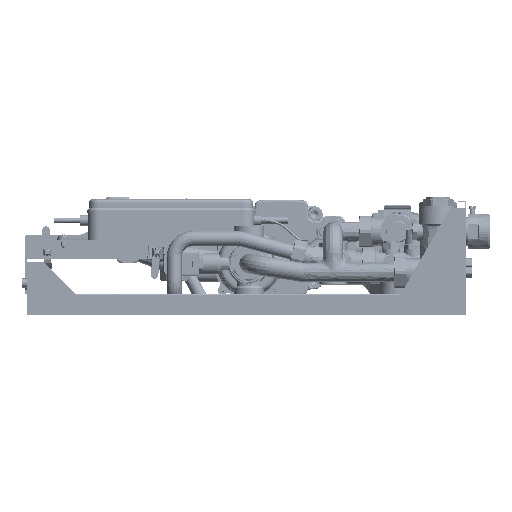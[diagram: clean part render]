
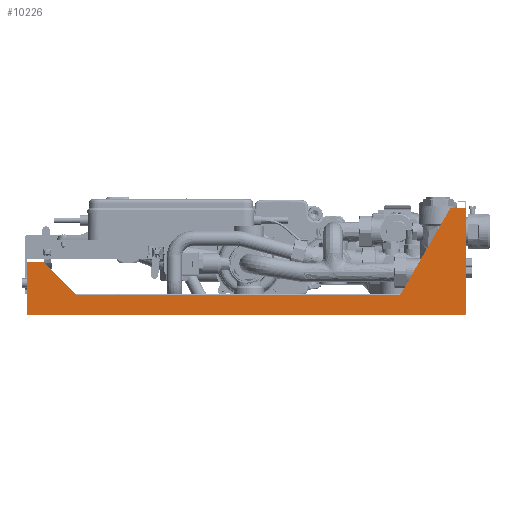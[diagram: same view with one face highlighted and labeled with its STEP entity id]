
A CAD part, left-side view. The second image highlights one B-rep face of the part: STEP entity #10226.
In plain terms, the highlighted planar face has unit normal (-1, 0, 0).
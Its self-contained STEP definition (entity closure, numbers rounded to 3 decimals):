
#8187=CARTESIAN_POINT('Vertex',(-285.,13.5,100.)) ;
#8190=CARTESIAN_POINT('Line Origine',(-285.,6.,100.)) ;
#8194=CARTESIAN_POINT('Vertex',(-285.,-1.5,100.)) ;
#8337=CARTESIAN_POINT('Vertex',(-285.,408.5,0.)) ;
#8404=CARTESIAN_POINT('Vertex',(-285.,0.,0.)) ;
#8407=CARTESIAN_POINT('Line Origine',(-285.,204.25,0.)) ;
#8930=CARTESIAN_POINT('Vertex',(-285.,408.5,50.)) ;
#8933=CARTESIAN_POINT('Line Origine',(-285.,401.,50.)) ;
#8937=CARTESIAN_POINT('Vertex',(-285.,393.5,50.)) ;
#10166=CARTESIAN_POINT('Axis2P3D Location',(-285.,-1.51,100.01)) ;
#10171=CARTESIAN_POINT('Line Origine',(-285.,37.027,59.25)) ;
#10175=CARTESIAN_POINT('Vertex',(-285.,60.554,18.5)) ;
#10178=CARTESIAN_POINT('Line Origine',(-285.,211.277,18.5)) ;
#10182=CARTESIAN_POINT('Vertex',(-285.,362.,18.5)) ;
#10185=CARTESIAN_POINT('Line Origine',(-285.,377.75,34.25)) ;
#10190=CARTESIAN_POINT('Line Origine',(-285.,408.5,25.)) ;
#10195=CARTESIAN_POINT('Line Origine',(-285.,0.,0.75)) ;
#10199=CARTESIAN_POINT('Vertex',(-285.,0.,1.5)) ;
#10202=CARTESIAN_POINT('Line Origine',(-285.,-0.75,1.5)) ;
#10206=CARTESIAN_POINT('Vertex',(-285.,-1.5,1.5)) ;
#10209=CARTESIAN_POINT('Line Origine',(-285.,-1.5,50.75)) ;
#8192=VECTOR('Line Direction',#8191,1.) ;
#8409=VECTOR('Line Direction',#8408,1.) ;
#8935=VECTOR('Line Direction',#8934,1.) ;
#10173=VECTOR('Line Direction',#10172,1.) ;
#10180=VECTOR('Line Direction',#10179,1.) ;
#10187=VECTOR('Line Direction',#10186,1.) ;
#10192=VECTOR('Line Direction',#10191,1.) ;
#10197=VECTOR('Line Direction',#10196,1.) ;
#10204=VECTOR('Line Direction',#10203,1.) ;
#10211=VECTOR('Line Direction',#10210,1.) ;
#8191=DIRECTION('Vector Direction',(0.,1.,0.)) ;
#8408=DIRECTION('Vector Direction',(0.,-1.,0.)) ;
#8934=DIRECTION('Vector Direction',(0.,1.,0.)) ;
#10167=DIRECTION('Axis2P3D Direction',(-1.,0.,0.)) ;
#10168=DIRECTION('Axis2P3D XDirection',(0.,1.,0.)) ;
#10172=DIRECTION('Vector Direction',(0.,0.5,-0.866)) ;
#10179=DIRECTION('Vector Direction',(0.,1.,0.)) ;
#10186=DIRECTION('Vector Direction',(0.,0.707,0.707)) ;
#10191=DIRECTION('Vector Direction',(0.,0.,-1.)) ;
#10196=DIRECTION('Vector Direction',(0.,0.,1.)) ;
#10203=DIRECTION('Vector Direction',(0.,-1.,0.)) ;
#10210=DIRECTION('Vector Direction',(0.,0.,1.)) ;
#10169=AXIS2_PLACEMENT_3D('Plane Axis2P3D',#10166,#10167,#10168) ;
#8193=LINE('Line',#8190,#8192) ;
#8410=LINE('Line',#8407,#8409) ;
#8936=LINE('Line',#8933,#8935) ;
#10174=LINE('Line',#10171,#10173) ;
#10181=LINE('Line',#10178,#10180) ;
#10188=LINE('Line',#10185,#10187) ;
#10193=LINE('Line',#10190,#10192) ;
#10198=LINE('Line',#10195,#10197) ;
#10205=LINE('Line',#10202,#10204) ;
#10212=LINE('Line',#10209,#10211) ;
#10170=PLANE('',#10169) ;
#8196=EDGE_CURVE('',#8195,#8188,#8193,.T.) ;
#8411=EDGE_CURVE('',#8338,#8405,#8410,.T.) ;
#8939=EDGE_CURVE('',#8938,#8931,#8936,.T.) ;
#10177=EDGE_CURVE('',#8188,#10176,#10174,.T.) ;
#10184=EDGE_CURVE('',#10176,#10183,#10181,.T.) ;
#10189=EDGE_CURVE('',#10183,#8938,#10188,.T.) ;
#10194=EDGE_CURVE('',#8931,#8338,#10193,.T.) ;
#10201=EDGE_CURVE('',#8405,#10200,#10198,.T.) ;
#10208=EDGE_CURVE('',#10200,#10207,#10205,.T.) ;
#10213=EDGE_CURVE('',#10207,#8195,#10212,.T.) ;
#10215=ORIENTED_EDGE('',*,*,#10177,.T.) ;
#10216=ORIENTED_EDGE('',*,*,#10184,.T.) ;
#10217=ORIENTED_EDGE('',*,*,#10189,.T.) ;
#10218=ORIENTED_EDGE('',*,*,#8939,.T.) ;
#10219=ORIENTED_EDGE('',*,*,#10194,.T.) ;
#10220=ORIENTED_EDGE('',*,*,#8411,.T.) ;
#10221=ORIENTED_EDGE('',*,*,#10201,.T.) ;
#10222=ORIENTED_EDGE('',*,*,#10208,.T.) ;
#10223=ORIENTED_EDGE('',*,*,#10213,.T.) ;
#10224=ORIENTED_EDGE('',*,*,#8196,.T.) ;
#10214=EDGE_LOOP('',(#10215,#10216,#10217,#10218,#10219,#10220,#10221,#10222,#10223,#10224)) ;
#8188=VERTEX_POINT('',#8187) ;
#8195=VERTEX_POINT('',#8194) ;
#8338=VERTEX_POINT('',#8337) ;
#8405=VERTEX_POINT('',#8404) ;
#8931=VERTEX_POINT('',#8930) ;
#8938=VERTEX_POINT('',#8937) ;
#10176=VERTEX_POINT('',#10175) ;
#10183=VERTEX_POINT('',#10182) ;
#10200=VERTEX_POINT('',#10199) ;
#10207=VERTEX_POINT('',#10206) ;
#10226=ADVANCED_FACE('PartBody',(#10225),#10170,.T.) ;
#10225=FACE_OUTER_BOUND('',#10214,.T.) ;
